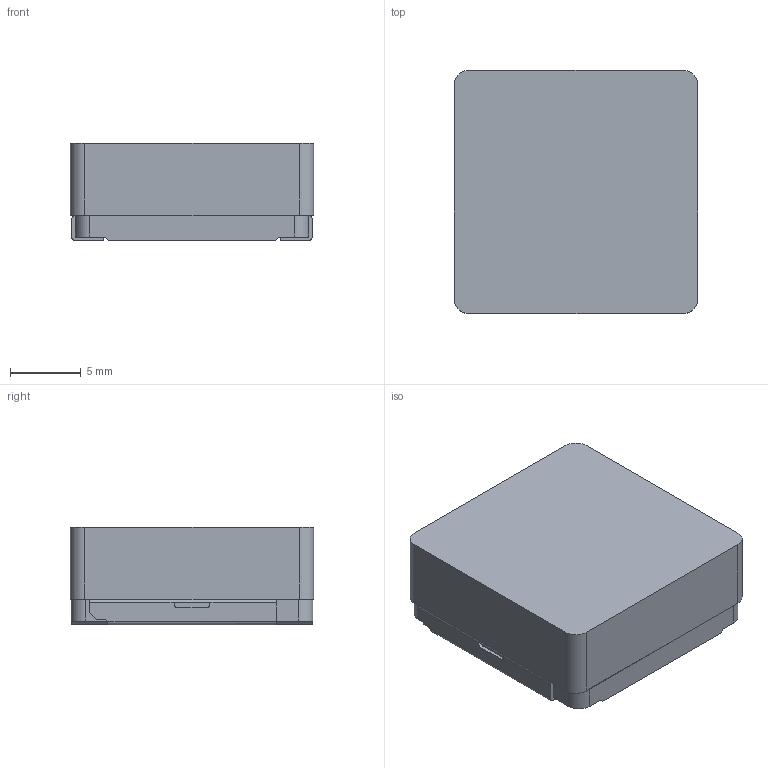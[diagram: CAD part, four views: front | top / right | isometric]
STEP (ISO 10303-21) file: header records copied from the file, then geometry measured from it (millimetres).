
FILE_DESCRIPTION (( 'STEP AP214' ), '1' );
FILE_NAME ('VISHAY_IHLP6767.STEP', '2019-03-06T20:05:14', ( '' ), ( '' ), 'SwSTEP 2.0', 'SolidWorks 2018', '' );
FILE_SCHEMA (( 'AUTOMOTIVE_DESIGN' ));
Length unit declared in the file: inch
Products named in the file (1): VISHAY_IHLP6767
Bounding box: 17.18 x 17.18 x 6.88 mm (x, y, z)
Volume: 1998.1 mm3; surface area: 1064.8 mm2
Topology: 1 solids, 1 shells, 61 faces, 168 edges, 110 vertices
Faces by surface type: plane 41, cylinder 18, bspline 2
Entity records: 2033 total; most frequent: CARTESIAN_POINT 425, ORIENTED_EDGE 336, DIRECTION 316, EDGE_CURVE 168, LINE 124, VECTOR 124, VERTEX_POINT 110, AXIS2_PLACEMENT_3D 96
